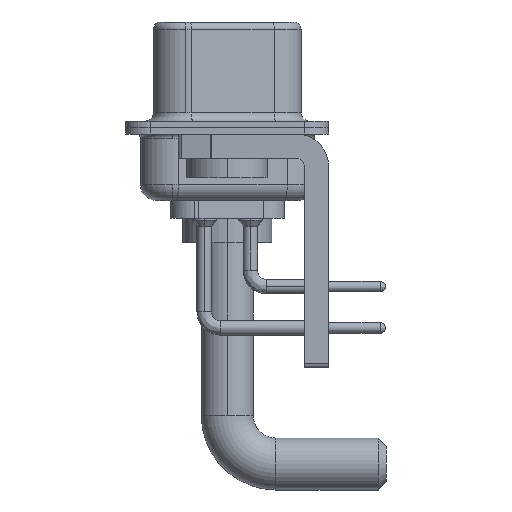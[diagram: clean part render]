
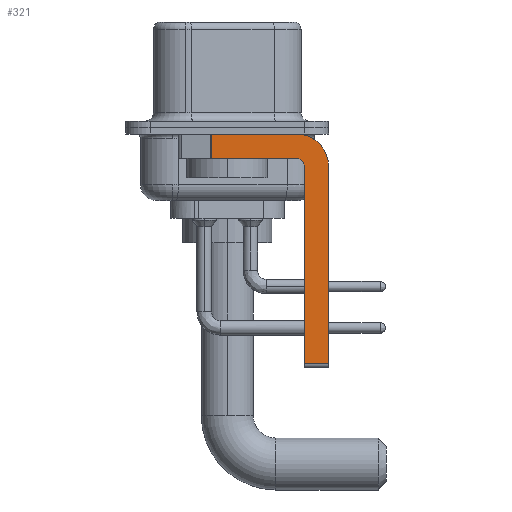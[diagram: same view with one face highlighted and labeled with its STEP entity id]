
A CAD part, left-side view. The second image highlights one B-rep face of the part: STEP entity #321.
In plain terms, the highlighted planar face has unit normal (-1, 0, 0).
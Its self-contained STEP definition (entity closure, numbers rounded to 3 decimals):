
#32 = DIRECTION ( 'NONE',  ( 0., 1., 0. ) ) ;
#90 = EDGE_CURVE ( 'NONE', #20401, #25184, #5531, .T. ) ;
#121 = ORIENTED_EDGE ( 'NONE', *, *, #23887, .F. ) ;
#321 = ADVANCED_FACE ( 'NONE', ( #14985 ), #11695, .F. ) ;
#782 = CARTESIAN_POINT ( 'NONE',  ( -2.9, 3., -0.4 ) ) ;
#1250 = CARTESIAN_POINT ( 'NONE',  ( -2.9, -4.25, -2.4 ) ) ;
#1650 = VECTOR ( 'NONE', #22922, 1000. ) ;
#1763 = CARTESIAN_POINT ( 'NONE',  ( -2.9, -4.25, -14.55 ) ) ;
#1807 = LINE ( 'NONE', #16173, #21471 ) ;
#2021 = CARTESIAN_POINT ( 'NONE',  ( -2.9, -4.25, -2.4 ) ) ;
#2673 = AXIS2_PLACEMENT_3D ( 'NONE', #16183, #22285, #25967 ) ;
#3111 = VERTEX_POINT ( 'NONE', #5958 ) ;
#3395 = CARTESIAN_POINT ( 'NONE',  ( -2.9, -6.25, -14.55 ) ) ;
#3555 = DIRECTION ( 'NONE',  ( 1., 0., 0. ) ) ;
#3796 = DIRECTION ( 'NONE',  ( 0., -1., 0. ) ) ;
#4098 = CARTESIAN_POINT ( 'NONE',  ( -2.9, -4.25, -1.9 ) ) ;
#4624 = VECTOR ( 'NONE', #18262, 1000. ) ;
#4905 = ORIENTED_EDGE ( 'NONE', *, *, #5406, .F. ) ;
#5406 = EDGE_CURVE ( 'NONE', #9240, #21818, #14367, .T. ) ;
#5531 = LINE ( 'NONE', #14191, #4624 ) ;
#5716 = DIRECTION ( 'NONE',  ( 0., 0., -1. ) ) ;
#5882 = DIRECTION ( 'NONE',  ( 0., 0., 1. ) ) ;
#5958 = CARTESIAN_POINT ( 'NONE',  ( -2.9, -4.25, -0.4 ) ) ;
#6252 = LINE ( 'NONE', #782, #1650 ) ;
#7178 = VECTOR ( 'NONE', #32, 1000. ) ;
#7489 = CARTESIAN_POINT ( 'NONE',  ( -2.9, 0.978, -0.4 ) ) ;
#7900 = DIRECTION ( 'NONE',  ( 0., 0., -1. ) ) ;
#8666 = EDGE_CURVE ( 'NONE', #18858, #19256, #24144, .T. ) ;
#8684 = EDGE_LOOP ( 'NONE', ( #12083, #15702, #121, #4905, #21281, #23662, #12271, #26790 ) ) ;
#9240 = VERTEX_POINT ( 'NONE', #15239 ) ;
#9438 = CIRCLE ( 'NONE', #26303, 2. ) ;
#9606 = CARTESIAN_POINT ( 'NONE',  ( -2.9, -6.25, -2.4 ) ) ;
#9931 = LINE ( 'NONE', #18065, #12861 ) ;
#10592 = VERTEX_POINT ( 'NONE', #9606 ) ;
#11536 = VECTOR ( 'NONE', #3796, 1000. ) ;
#11695 = PLANE ( 'NONE',  #21971 ) ;
#12083 = ORIENTED_EDGE ( 'NONE', *, *, #26316, .F. ) ;
#12229 = CARTESIAN_POINT ( 'NONE',  ( -2.9, -4.75, -14.55 ) ) ;
#12271 = ORIENTED_EDGE ( 'NONE', *, *, #13972, .F. ) ;
#12327 = DIRECTION ( 'NONE',  ( 1., 0., 0. ) ) ;
#12861 = VECTOR ( 'NONE', #7900, 1000. ) ;
#13972 = EDGE_CURVE ( 'NONE', #10592, #19256, #9931, .T. ) ;
#14191 = CARTESIAN_POINT ( 'NONE',  ( -2.9, 0.978, -1.9 ) ) ;
#14367 = CIRCLE ( 'NONE', #2673, 0.5 ) ;
#14732 = EDGE_CURVE ( 'NONE', #3111, #10592, #9438, .T. ) ;
#14985 = FACE_OUTER_BOUND ( 'NONE', #8684, .T. ) ;
#15239 = CARTESIAN_POINT ( 'NONE',  ( -2.9, -4.75, -2.4 ) ) ;
#15553 = CARTESIAN_POINT ( 'NONE',  ( -2.9, 0.978, -1.9 ) ) ;
#15702 = ORIENTED_EDGE ( 'NONE', *, *, #90, .T. ) ;
#16173 = CARTESIAN_POINT ( 'NONE',  ( -2.9, -4.75, -14.8 ) ) ;
#16183 = CARTESIAN_POINT ( 'NONE',  ( -2.9, -4.25, -2.4 ) ) ;
#18065 = CARTESIAN_POINT ( 'NONE',  ( -2.9, -6.25, -2.4 ) ) ;
#18262 = DIRECTION ( 'NONE',  ( 0., 0., -1. ) ) ;
#18858 = VERTEX_POINT ( 'NONE', #12229 ) ;
#19256 = VERTEX_POINT ( 'NONE', #3395 ) ;
#20401 = VERTEX_POINT ( 'NONE', #7489 ) ;
#21281 = ORIENTED_EDGE ( 'NONE', *, *, #22663, .F. ) ;
#21471 = VECTOR ( 'NONE', #5882, 1000. ) ;
#21818 = VERTEX_POINT ( 'NONE', #24810 ) ;
#21971 = AXIS2_PLACEMENT_3D ( 'NONE', #1250, #3555, #24161 ) ;
#22285 = DIRECTION ( 'NONE',  ( -1., 0., 0. ) ) ;
#22663 = EDGE_CURVE ( 'NONE', #18858, #9240, #1807, .T. ) ;
#22922 = DIRECTION ( 'NONE',  ( 0., -1., 0. ) ) ;
#23662 = ORIENTED_EDGE ( 'NONE', *, *, #8666, .T. ) ;
#23887 = EDGE_CURVE ( 'NONE', #21818, #25184, #24728, .T. ) ;
#24144 = LINE ( 'NONE', #1763, #11536 ) ;
#24161 = DIRECTION ( 'NONE',  ( 0., 0., -1. ) ) ;
#24728 = LINE ( 'NONE', #4098, #7178 ) ;
#24810 = CARTESIAN_POINT ( 'NONE',  ( -2.9, -4.25, -1.9 ) ) ;
#25184 = VERTEX_POINT ( 'NONE', #15553 ) ;
#25967 = DIRECTION ( 'NONE',  ( 0., 0., 1. ) ) ;
#26303 = AXIS2_PLACEMENT_3D ( 'NONE', #2021, #12327, #5716 ) ;
#26316 = EDGE_CURVE ( 'NONE', #20401, #3111, #6252, .T. ) ;
#26790 = ORIENTED_EDGE ( 'NONE', *, *, #14732, .F. ) ;
